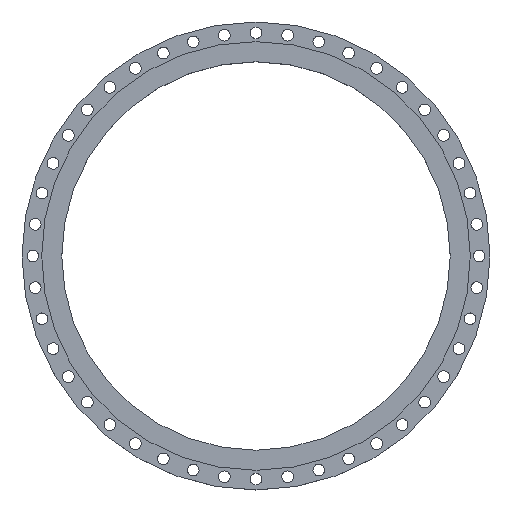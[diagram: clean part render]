
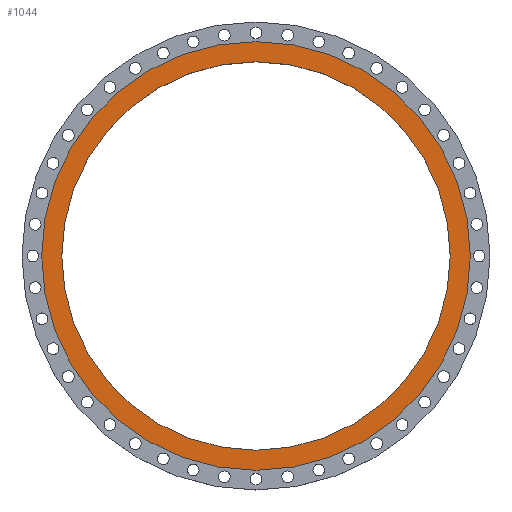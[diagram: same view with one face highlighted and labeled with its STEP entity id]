
A CAD part, top view. The second image highlights one B-rep face of the part: STEP entity #1044.
In plain terms, the highlighted planar face has unit normal (0, 0, 1).
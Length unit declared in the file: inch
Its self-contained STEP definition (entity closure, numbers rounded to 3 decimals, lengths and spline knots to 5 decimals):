
#54 = PLANE ( 'NONE',  #74 ) ;
#74 = AXIS2_PLACEMENT_3D ( 'NONE', #628, #1491, #898 ) ;
#169 = DIRECTION ( 'NONE',  ( 1., 0., 0. ) ) ;
#206 = CIRCLE ( 'NONE', #3076, 14.5 ) ;
#213 = CARTESIAN_POINT ( 'NONE',  ( 14.5, 0., 0. ) ) ;
#234 = VERTEX_POINT ( 'NONE', #3569 ) ;
#533 = CARTESIAN_POINT ( 'NONE',  ( 0., 0., 0. ) ) ;
#587 = DIRECTION ( 'NONE',  ( 0., 0., 1. ) ) ;
#628 = CARTESIAN_POINT ( 'NONE',  ( 0., 14.5, 0. ) ) ;
#652 = CARTESIAN_POINT ( 'NONE',  ( -16., 0., 0. ) ) ;
#752 = AXIS2_PLACEMENT_3D ( 'NONE', #1450, #587, #1219 ) ;
#783 = CARTESIAN_POINT ( 'NONE',  ( 0., 0., 0. ) ) ;
#814 = ORIENTED_EDGE ( 'NONE', *, *, #3684, .T. ) ;
#898 = DIRECTION ( 'NONE',  ( -1., 0., 0. ) ) ;
#1044 = ADVANCED_FACE ( 'NONE', ( #1816, #3560 ), #54, .F. ) ;
#1219 = DIRECTION ( 'NONE',  ( 1., 0., 0. ) ) ;
#1244 = AXIS2_PLACEMENT_3D ( 'NONE', #3603, #1592, #2750 ) ;
#1450 = CARTESIAN_POINT ( 'NONE',  ( 0., 0., 0. ) ) ;
#1491 = DIRECTION ( 'NONE',  ( 0., 0., -1. ) ) ;
#1548 = EDGE_CURVE ( 'NONE', #3572, #1564, #2333, .T. ) ;
#1564 = VERTEX_POINT ( 'NONE', #2610 ) ;
#1592 = DIRECTION ( 'NONE',  ( 0., 0., 1. ) ) ;
#1696 = ORIENTED_EDGE ( 'NONE', *, *, #1548, .T. ) ;
#1704 = ORIENTED_EDGE ( 'NONE', *, *, #3185, .F. ) ;
#1816 = FACE_BOUND ( 'NONE', #2607, .T. ) ;
#1826 = EDGE_LOOP ( 'NONE', ( #814, #1696 ) ) ;
#1945 = DIRECTION ( 'NONE',  ( 0., 0., 1. ) ) ;
#2333 = CIRCLE ( 'NONE', #752, 16. ) ;
#2607 = EDGE_LOOP ( 'NONE', ( #1704, #3604 ) ) ;
#2610 = CARTESIAN_POINT ( 'NONE',  ( 16., 0., 0. ) ) ;
#2676 = EDGE_CURVE ( 'NONE', #234, #3190, #2944, .T. ) ;
#2708 = AXIS2_PLACEMENT_3D ( 'NONE', #783, #1945, #3108 ) ;
#2711 = CIRCLE ( 'NONE', #2708, 16. ) ;
#2750 = DIRECTION ( 'NONE',  ( 1., 0., 0. ) ) ;
#2944 = CIRCLE ( 'NONE', #1244, 14.5 ) ;
#3076 = AXIS2_PLACEMENT_3D ( 'NONE', #533, #3729, #169 ) ;
#3108 = DIRECTION ( 'NONE',  ( 1., 0., 0. ) ) ;
#3185 = EDGE_CURVE ( 'NONE', #3190, #234, #206, .T. ) ;
#3190 = VERTEX_POINT ( 'NONE', #213 ) ;
#3560 = FACE_OUTER_BOUND ( 'NONE', #1826, .T. ) ;
#3569 = CARTESIAN_POINT ( 'NONE',  ( -14.5, 0., 0. ) ) ;
#3572 = VERTEX_POINT ( 'NONE', #652 ) ;
#3603 = CARTESIAN_POINT ( 'NONE',  ( 0., 0., 0. ) ) ;
#3604 = ORIENTED_EDGE ( 'NONE', *, *, #2676, .F. ) ;
#3684 = EDGE_CURVE ( 'NONE', #1564, #3572, #2711, .T. ) ;
#3729 = DIRECTION ( 'NONE',  ( 0., 0., 1. ) ) ;
